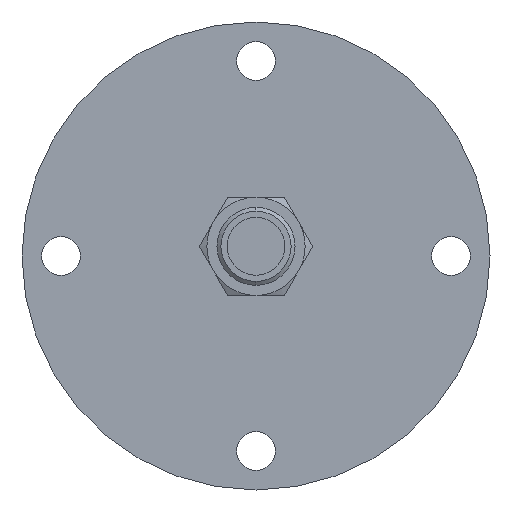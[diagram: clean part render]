
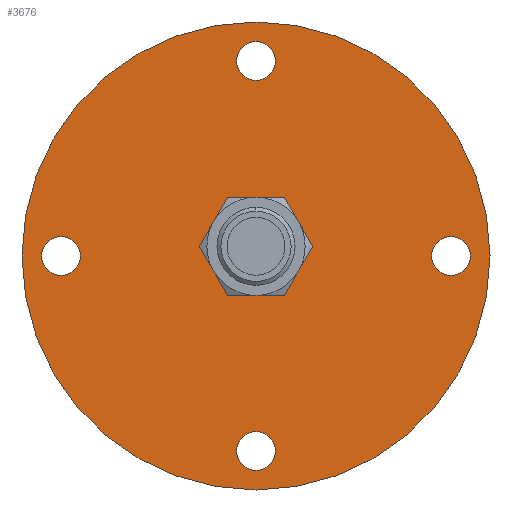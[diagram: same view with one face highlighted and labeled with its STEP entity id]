
A CAD part, front view. The second image highlights one B-rep face of the part: STEP entity #3676.
In plain terms, the highlighted planar face has unit normal (0, -1, 0).
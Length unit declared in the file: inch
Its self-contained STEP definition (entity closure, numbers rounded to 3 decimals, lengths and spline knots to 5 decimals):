
#36 = AXIS2_PLACEMENT_3D ( 'NONE', #263, #3117, #4053 ) ;
#82 = ORIENTED_EDGE ( 'NONE', *, *, #3348, .F. ) ;
#126 = CARTESIAN_POINT ( 'NONE',  ( 0., 0., 0.625 ) ) ;
#133 = CIRCLE ( 'NONE', #3213, 0.0625 ) ;
#141 = CARTESIAN_POINT ( 'NONE',  ( 0., 0., 0. ) ) ;
#146 = AXIS2_PLACEMENT_3D ( 'NONE', #5203, #932, #3317 ) ;
#190 = VERTEX_POINT ( 'NONE', #4166 ) ;
#263 = CARTESIAN_POINT ( 'NONE',  ( 0.625, 0., 0. ) ) ;
#266 = CIRCLE ( 'NONE', #5350, 0.13 ) ;
#280 = ORIENTED_EDGE ( 'NONE', *, *, #2005, .F. ) ;
#323 = DIRECTION ( 'NONE',  ( 0., 1., 0. ) ) ;
#379 = ORIENTED_EDGE ( 'NONE', *, *, #3595, .F. ) ;
#411 = AXIS2_PLACEMENT_3D ( 'NONE', #126, #3047, #2095 ) ;
#426 = CARTESIAN_POINT ( 'NONE',  ( -0.625, 0., 0. ) ) ;
#461 = AXIS2_PLACEMENT_3D ( 'NONE', #2118, #4006, #5949 ) ;
#608 = CARTESIAN_POINT ( 'NONE',  ( 0.13, 0., 0.031 ) ) ;
#782 = VERTEX_POINT ( 'NONE', #3579 ) ;
#820 = VERTEX_POINT ( 'NONE', #3649 ) ;
#907 = AXIS2_PLACEMENT_3D ( 'NONE', #4062, #3586, #3032 ) ;
#932 = DIRECTION ( 'NONE',  ( 0., -1., 0. ) ) ;
#988 = VERTEX_POINT ( 'NONE', #5642 ) ;
#1033 = CARTESIAN_POINT ( 'NONE',  ( -0.625, 0., 0. ) ) ;
#1060 = EDGE_LOOP ( 'NONE', ( #3030, #4236 ) ) ;
#1062 = CIRCLE ( 'NONE', #3149, 0.0625 ) ;
#1095 = EDGE_CURVE ( 'NONE', #4243, #782, #5625, .T. ) ;
#1150 = PLANE ( 'NONE',  #1581 ) ;
#1303 = CARTESIAN_POINT ( 'NONE',  ( -0.6875, 0., 0. ) ) ;
#1385 = EDGE_LOOP ( 'NONE', ( #3811, #280 ) ) ;
#1389 = EDGE_CURVE ( 'NONE', #1667, #4391, #3892, .T. ) ;
#1410 = CIRCLE ( 'NONE', #2585, 0.75 ) ;
#1435 = CARTESIAN_POINT ( 'NONE',  ( 0., 0., 0.625 ) ) ;
#1437 = DIRECTION ( 'NONE',  ( 1., 0., 0. ) ) ;
#1581 = AXIS2_PLACEMENT_3D ( 'NONE', #141, #5934, #3932 ) ;
#1642 = CARTESIAN_POINT ( 'NONE',  ( 0., 0., -0.625 ) ) ;
#1667 = VERTEX_POINT ( 'NONE', #2384 ) ;
#1820 = CIRCLE ( 'NONE', #411, 0.0625 ) ;
#1825 = ORIENTED_EDGE ( 'NONE', *, *, #2662, .F. ) ;
#2005 = EDGE_CURVE ( 'NONE', #6106, #5784, #133, .T. ) ;
#2026 = VERTEX_POINT ( 'NONE', #2407 ) ;
#2095 = DIRECTION ( 'NONE',  ( 1., 0., 0. ) ) ;
#2107 = FACE_OUTER_BOUND ( 'NONE', #1060, .T. ) ;
#2118 = CARTESIAN_POINT ( 'NONE',  ( 0., 0., 0.031 ) ) ;
#2157 = CIRCLE ( 'NONE', #461, 0.13 ) ;
#2162 = EDGE_CURVE ( 'NONE', #190, #988, #2727, .T. ) ;
#2207 = DIRECTION ( 'NONE',  ( 1., 0., 0. ) ) ;
#2219 = AXIS2_PLACEMENT_3D ( 'NONE', #1033, #5251, #3883 ) ;
#2279 = EDGE_CURVE ( 'NONE', #5208, #820, #1410, .T. ) ;
#2321 = FACE_BOUND ( 'NONE', #4051, .T. ) ;
#2350 = DIRECTION ( 'NONE',  ( 1., 0., 0. ) ) ;
#2384 = CARTESIAN_POINT ( 'NONE',  ( 0.0625, 0., -0.625 ) ) ;
#2407 = CARTESIAN_POINT ( 'NONE',  ( -0.13, 0., 0.031 ) ) ;
#2551 = VERTEX_POINT ( 'NONE', #608 ) ;
#2585 = AXIS2_PLACEMENT_3D ( 'NONE', #2681, #323, #4700 ) ;
#2662 = EDGE_CURVE ( 'NONE', #988, #190, #2978, .T. ) ;
#2681 = CARTESIAN_POINT ( 'NONE',  ( 0., 0., 0. ) ) ;
#2727 = CIRCLE ( 'NONE', #36, 0.0625 ) ;
#2942 = EDGE_CURVE ( 'NONE', #5784, #6106, #1820, .T. ) ;
#2978 = CIRCLE ( 'NONE', #907, 0.0625 ) ;
#3030 = ORIENTED_EDGE ( 'NONE', *, *, #2279, .F. ) ;
#3032 = DIRECTION ( 'NONE',  ( 1., 0., 0. ) ) ;
#3044 = DIRECTION ( 'NONE',  ( 0., -1., 0. ) ) ;
#3047 = DIRECTION ( 'NONE',  ( 0., -1., 0. ) ) ;
#3057 = CARTESIAN_POINT ( 'NONE',  ( -0.0625, 0., 0.625 ) ) ;
#3078 = EDGE_LOOP ( 'NONE', ( #4487, #5058 ) ) ;
#3117 = DIRECTION ( 'NONE',  ( 0., -1., 0. ) ) ;
#3149 = AXIS2_PLACEMENT_3D ( 'NONE', #426, #5171, #1437 ) ;
#3213 = AXIS2_PLACEMENT_3D ( 'NONE', #1435, #5197, #2350 ) ;
#3219 = CARTESIAN_POINT ( 'NONE',  ( 0.0625, 0., 0.625 ) ) ;
#3279 = FACE_BOUND ( 'NONE', #5883, .T. ) ;
#3317 = DIRECTION ( 'NONE',  ( 1., 0., 0. ) ) ;
#3348 = EDGE_CURVE ( 'NONE', #2026, #2551, #2157, .T. ) ;
#3357 = EDGE_CURVE ( 'NONE', #2551, #2026, #266, .T. ) ;
#3416 = CIRCLE ( 'NONE', #146, 0.0625 ) ;
#3494 = CARTESIAN_POINT ( 'NONE',  ( 0., 0., 0. ) ) ;
#3527 = FACE_BOUND ( 'NONE', #3078, .T. ) ;
#3536 = CARTESIAN_POINT ( 'NONE',  ( 0., 0., 0.031 ) ) ;
#3579 = CARTESIAN_POINT ( 'NONE',  ( -0.5625, 0., 0. ) ) ;
#3586 = DIRECTION ( 'NONE',  ( 0., -1., 0. ) ) ;
#3595 = EDGE_CURVE ( 'NONE', #782, #4243, #1062, .T. ) ;
#3649 = CARTESIAN_POINT ( 'NONE',  ( -0.75, 0., 0. ) ) ;
#3671 = CARTESIAN_POINT ( 'NONE',  ( -0.0625, 0., -0.625 ) ) ;
#3676 = ADVANCED_FACE ( 'NONE', ( #2321, #3279, #5198, #4955, #3527, #2107 ), #1150, .F. ) ;
#3811 = ORIENTED_EDGE ( 'NONE', *, *, #2942, .F. ) ;
#3883 = DIRECTION ( 'NONE',  ( 1., 0., 0. ) ) ;
#3892 = CIRCLE ( 'NONE', #5424, 0.0625 ) ;
#3916 = DIRECTION ( 'NONE',  ( 1., 0., 0. ) ) ;
#3932 = DIRECTION ( 'NONE',  ( 0., 0., -1. ) ) ;
#4006 = DIRECTION ( 'NONE',  ( 0., -1., 0. ) ) ;
#4051 = EDGE_LOOP ( 'NONE', ( #4301, #82 ) ) ;
#4053 = DIRECTION ( 'NONE',  ( 1., 0., 0. ) ) ;
#4062 = CARTESIAN_POINT ( 'NONE',  ( 0.625, 0., 0. ) ) ;
#4166 = CARTESIAN_POINT ( 'NONE',  ( 0.6875, 0., 0. ) ) ;
#4185 = ORIENTED_EDGE ( 'NONE', *, *, #2162, .F. ) ;
#4236 = ORIENTED_EDGE ( 'NONE', *, *, #5661, .F. ) ;
#4243 = VERTEX_POINT ( 'NONE', #1303 ) ;
#4301 = ORIENTED_EDGE ( 'NONE', *, *, #3357, .F. ) ;
#4391 = VERTEX_POINT ( 'NONE', #3671 ) ;
#4423 = AXIS2_PLACEMENT_3D ( 'NONE', #3494, #5999, #5938 ) ;
#4487 = ORIENTED_EDGE ( 'NONE', *, *, #1389, .F. ) ;
#4526 = CIRCLE ( 'NONE', #4423, 0.75 ) ;
#4558 = ORIENTED_EDGE ( 'NONE', *, *, #1095, .F. ) ;
#4583 = DIRECTION ( 'NONE',  ( 0., -1., 0. ) ) ;
#4685 = EDGE_LOOP ( 'NONE', ( #4185, #1825 ) ) ;
#4700 = DIRECTION ( 'NONE',  ( -1., 0., 0. ) ) ;
#4955 = FACE_BOUND ( 'NONE', #4685, .T. ) ;
#5058 = ORIENTED_EDGE ( 'NONE', *, *, #5115, .F. ) ;
#5115 = EDGE_CURVE ( 'NONE', #4391, #1667, #3416, .T. ) ;
#5171 = DIRECTION ( 'NONE',  ( 0., -1., 0. ) ) ;
#5197 = DIRECTION ( 'NONE',  ( 0., -1., 0. ) ) ;
#5198 = FACE_BOUND ( 'NONE', #1385, .T. ) ;
#5203 = CARTESIAN_POINT ( 'NONE',  ( 0., 0., -0.625 ) ) ;
#5208 = VERTEX_POINT ( 'NONE', #5734 ) ;
#5251 = DIRECTION ( 'NONE',  ( 0., -1., 0. ) ) ;
#5350 = AXIS2_PLACEMENT_3D ( 'NONE', #3536, #4583, #2207 ) ;
#5424 = AXIS2_PLACEMENT_3D ( 'NONE', #1642, #3044, #3916 ) ;
#5625 = CIRCLE ( 'NONE', #2219, 0.0625 ) ;
#5642 = CARTESIAN_POINT ( 'NONE',  ( 0.5625, 0., 0. ) ) ;
#5661 = EDGE_CURVE ( 'NONE', #820, #5208, #4526, .T. ) ;
#5734 = CARTESIAN_POINT ( 'NONE',  ( 0.75, 0., 0. ) ) ;
#5784 = VERTEX_POINT ( 'NONE', #3219 ) ;
#5883 = EDGE_LOOP ( 'NONE', ( #379, #4558 ) ) ;
#5934 = DIRECTION ( 'NONE',  ( 0., 1., 0. ) ) ;
#5938 = DIRECTION ( 'NONE',  ( -1., 0., 0. ) ) ;
#5949 = DIRECTION ( 'NONE',  ( 1., 0., 0. ) ) ;
#5999 = DIRECTION ( 'NONE',  ( 0., 1., 0. ) ) ;
#6106 = VERTEX_POINT ( 'NONE', #3057 ) ;
